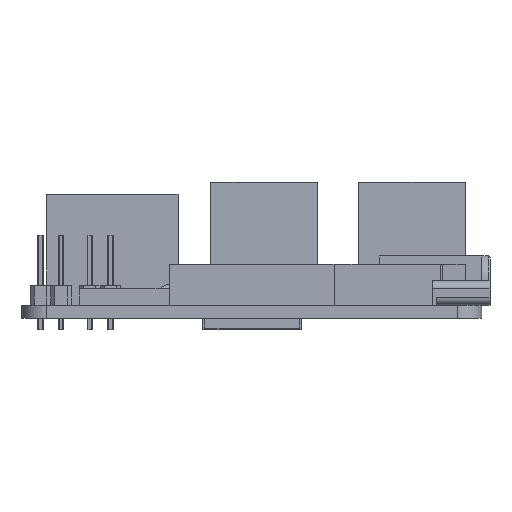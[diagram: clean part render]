
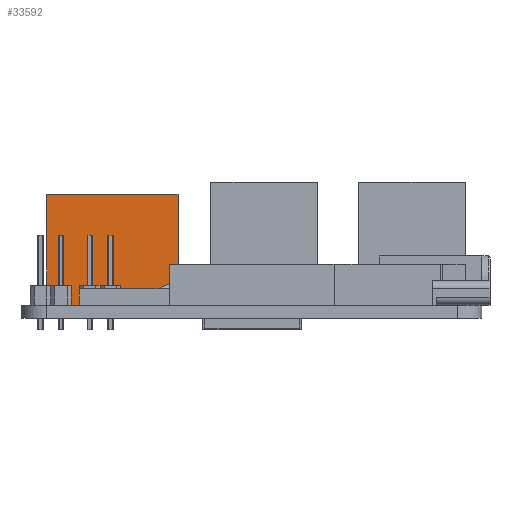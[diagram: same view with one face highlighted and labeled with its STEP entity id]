
A CAD part, left-side view. The second image highlights one B-rep face of the part: STEP entity #33592.
In plain terms, the highlighted planar face has unit normal (-1, 0, 0).
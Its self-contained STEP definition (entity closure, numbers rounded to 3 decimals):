
#2070=PLANE('',#35697);
#3811=FACE_OUTER_BOUND('',#5829,.T.);
#5829=EDGE_LOOP('',(#30755,#30756,#30757,#30758));
#9981=LINE('',#52606,#14309);
#9982=LINE('',#52608,#14310);
#9983=LINE('',#52610,#14311);
#9984=LINE('',#52611,#14312);
#14309=VECTOR('',#43291,10.);
#14310=VECTOR('',#43292,10.);
#14311=VECTOR('',#43293,10.);
#14312=VECTOR('',#43294,10.);
#17685=VERTEX_POINT('',#52604);
#17686=VERTEX_POINT('',#52605);
#17687=VERTEX_POINT('',#52607);
#17688=VERTEX_POINT('',#52609);
#22109=EDGE_CURVE('',#17685,#17686,#9981,.T.);
#22110=EDGE_CURVE('',#17686,#17687,#9982,.T.);
#22111=EDGE_CURVE('',#17687,#17688,#9983,.T.);
#22112=EDGE_CURVE('',#17688,#17685,#9984,.T.);
#30755=ORIENTED_EDGE('',*,*,#22109,.T.);
#30756=ORIENTED_EDGE('',*,*,#22110,.T.);
#30757=ORIENTED_EDGE('',*,*,#22111,.T.);
#30758=ORIENTED_EDGE('',*,*,#22112,.T.);
#33592=ADVANCED_FACE('',(#3811),#2070,.T.);
#35697=AXIS2_PLACEMENT_3D('',#52603,#43289,#43290);
#43289=DIRECTION('center_axis',(-1.,0.,0.));
#43290=DIRECTION('ref_axis',(0.,0.,1.));
#43291=DIRECTION('',(0.,-1.,0.));
#43292=DIRECTION('',(0.,0.,1.));
#43293=DIRECTION('',(0.,1.,0.));
#43294=DIRECTION('',(0.,0.,-1.));
#52603=CARTESIAN_POINT('Origin',(70.,45.,8.35));
#52604=CARTESIAN_POINT('',(70.,53.,1.6));
#52605=CARTESIAN_POINT('',(70.,37.,1.6));
#52606=CARTESIAN_POINT('',(70.,53.,1.6));
#52607=CARTESIAN_POINT('',(70.,37.,15.1));
#52608=CARTESIAN_POINT('',(70.,37.,1.6));
#52609=CARTESIAN_POINT('',(70.,53.,15.1));
#52610=CARTESIAN_POINT('',(70.,37.,15.1));
#52611=CARTESIAN_POINT('',(70.,53.,15.1));
